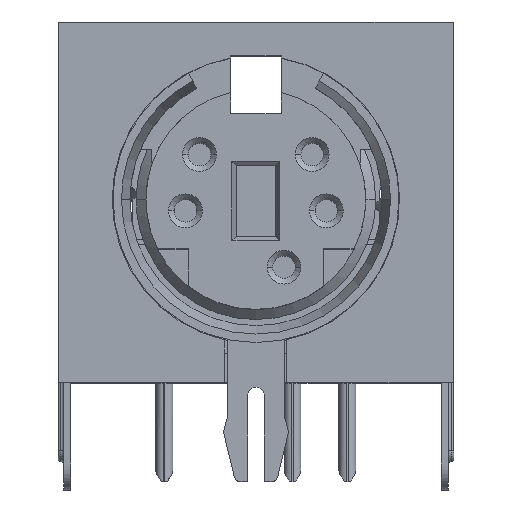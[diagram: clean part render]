
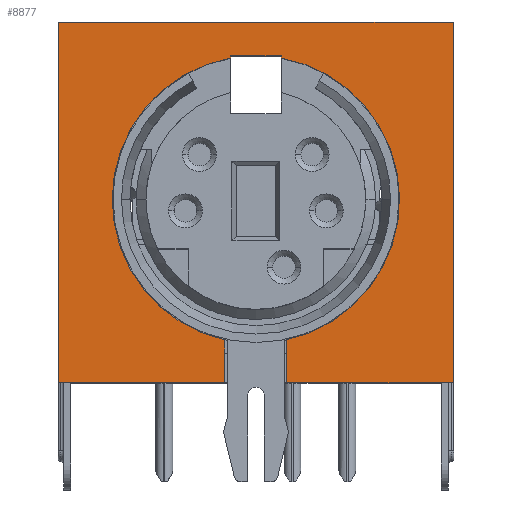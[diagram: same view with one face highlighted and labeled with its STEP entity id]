
A CAD part, top view. The second image highlights one B-rep face of the part: STEP entity #8877.
In plain terms, the highlighted planar face has unit normal (0, 0, 1).
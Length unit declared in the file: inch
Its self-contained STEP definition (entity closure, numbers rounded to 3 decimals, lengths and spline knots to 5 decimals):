
#195 = ORIENTED_EDGE ( 'NONE', *, *, #15577, .T. ) ;
#418 = AXIS2_PLACEMENT_3D ( 'NONE', #6840, #10508, #10749 ) ;
#451 = ORIENTED_EDGE ( 'NONE', *, *, #1007, .F. ) ;
#489 = CARTESIAN_POINT ( 'NONE',  ( 0.24016, 0.45354, 0. ) ) ;
#534 = DIRECTION ( 'NONE',  ( -1., 0., 0. ) ) ;
#546 = DIRECTION ( 'NONE',  ( -1., 0., 0. ) ) ;
#571 = CARTESIAN_POINT ( 'NONE',  ( 0., 0.50394, 0. ) ) ;
#701 = CARTESIAN_POINT ( 'NONE',  ( 0.55118, 0., 0. ) ) ;
#725 = CARTESIAN_POINT ( 'NONE',  ( 0.24016, 0.31398, 0. ) ) ;
#1007 = EDGE_CURVE ( 'NONE', #4885, #2315, #8014, .T. ) ;
#1027 = DIRECTION ( 'NONE',  ( -0.216, -0.976, 0. ) ) ;
#1151 = DIRECTION ( 'NONE',  ( 1., 0., 0. ) ) ;
#1169 = CARTESIAN_POINT ( 'NONE',  ( 0.55118, 0.50394, 0. ) ) ;
#1224 = VERTEX_POINT ( 'NONE', #3773 ) ;
#1594 = LINE ( 'NONE', #2759, #6573 ) ;
#1854 = DIRECTION ( 'NONE',  ( 0., 1., 0. ) ) ;
#2029 = LINE ( 'NONE', #13273, #11587 ) ;
#2176 = CARTESIAN_POINT ( 'NONE',  ( 0., 0.50394, 0. ) ) ;
#2315 = VERTEX_POINT ( 'NONE', #571 ) ;
#2510 = CIRCLE ( 'NONE', #418, 0.20079 ) ;
#2530 = EDGE_CURVE ( 'NONE', #1224, #5138, #1594, .T. ) ;
#2535 = CARTESIAN_POINT ( 'NONE',  ( 0.3189, 0.05984, 0. ) ) ;
#2759 = CARTESIAN_POINT ( 'NONE',  ( 0.31102, 0.35433, 0. ) ) ;
#3178 = LINE ( 'NONE', #12880, #4255 ) ;
#3593 = VECTOR ( 'NONE', #1854, 39.37008 ) ;
#3611 = EDGE_CURVE ( 'NONE', #4084, #15286, #7882, .T. ) ;
#3658 = DIRECTION ( 'NONE',  ( 0., -1., 0. ) ) ;
#3713 = ORIENTED_EDGE ( 'NONE', *, *, #11897, .T. ) ;
#3773 = CARTESIAN_POINT ( 'NONE',  ( 0.31102, 0.45669, 0. ) ) ;
#4084 = VERTEX_POINT ( 'NONE', #11667 ) ;
#4251 = VERTEX_POINT ( 'NONE', #12407 ) ;
#4255 = VECTOR ( 'NONE', #8145, 39.37008 ) ;
#4258 = AXIS2_PLACEMENT_3D ( 'NONE', #12441, #7381, #1027 ) ;
#4605 = ORIENTED_EDGE ( 'NONE', *, *, #6962, .F. ) ;
#4723 = CARTESIAN_POINT ( 'NONE',  ( 0.55118, 0., 0. ) ) ;
#4866 = VERTEX_POINT ( 'NONE', #16077 ) ;
#4885 = VERTEX_POINT ( 'NONE', #12254 ) ;
#4931 = LINE ( 'NONE', #1169, #6673 ) ;
#5054 = CARTESIAN_POINT ( 'NONE',  ( 0.3189, 0.15591, 0. ) ) ;
#5074 = ORIENTED_EDGE ( 'NONE', *, *, #12413, .F. ) ;
#5138 = VERTEX_POINT ( 'NONE', #5820 ) ;
#5707 = LINE ( 'NONE', #2176, #13456 ) ;
#5820 = CARTESIAN_POINT ( 'NONE',  ( 0.31102, 0.45354, 0. ) ) ;
#6244 = VERTEX_POINT ( 'NONE', #10860 ) ;
#6294 = ORIENTED_EDGE ( 'NONE', *, *, #9665, .T. ) ;
#6573 = VECTOR ( 'NONE', #6749, 39.37008 ) ;
#6673 = VECTOR ( 'NONE', #14935, 39.37008 ) ;
#6749 = DIRECTION ( 'NONE',  ( 0., -1., 0. ) ) ;
#6840 = CARTESIAN_POINT ( 'NONE',  ( 0.27559, 0.25591, 0. ) ) ;
#6962 = EDGE_CURVE ( 'NONE', #12635, #6244, #10721, .T. ) ;
#7004 = DIRECTION ( 'NONE',  ( 1., 0., 0. ) ) ;
#7381 = DIRECTION ( 'NONE',  ( 0., 0., -1. ) ) ;
#7427 = CARTESIAN_POINT ( 'NONE',  ( 0.27559, 0.25197, 0. ) ) ;
#7647 = ORIENTED_EDGE ( 'NONE', *, *, #12560, .T. ) ;
#7724 = EDGE_CURVE ( 'NONE', #5138, #11601, #11606, .T. ) ;
#7882 = CIRCLE ( 'NONE', #4258, 0.20079 ) ;
#7957 = ORIENTED_EDGE ( 'NONE', *, *, #7724, .T. ) ;
#7964 = CARTESIAN_POINT ( 'NONE',  ( 0.55118, 0., 0. ) ) ;
#8014 = LINE ( 'NONE', #9155, #12522 ) ;
#8050 = ORIENTED_EDGE ( 'NONE', *, *, #10400, .F. ) ;
#8145 = DIRECTION ( 'NONE',  ( 0., 1., 0. ) ) ;
#8606 = ORIENTED_EDGE ( 'NONE', *, *, #11535, .T. ) ;
#8670 = AXIS2_PLACEMENT_3D ( 'NONE', #7427, #12406, #1151 ) ;
#8877 = ADVANCED_FACE ( 'NONE', ( #14921 ), #12235, .T. ) ;
#9155 = CARTESIAN_POINT ( 'NONE',  ( 0., 0., 0. ) ) ;
#9187 = LINE ( 'NONE', #7964, #13892 ) ;
#9665 = EDGE_CURVE ( 'NONE', #15008, #4084, #3178, .T. ) ;
#10277 = CARTESIAN_POINT ( 'NONE',  ( 0.23228, 0., 0. ) ) ;
#10400 = EDGE_CURVE ( 'NONE', #15008, #4885, #9187, .T. ) ;
#10416 = ORIENTED_EDGE ( 'NONE', *, *, #2530, .T. ) ;
#10508 = DIRECTION ( 'NONE',  ( 0., 0., -1. ) ) ;
#10721 = LINE ( 'NONE', #701, #13678 ) ;
#10749 = DIRECTION ( 'NONE',  ( -0.216, -0.976, 0. ) ) ;
#10762 = CARTESIAN_POINT ( 'NONE',  ( 0.0748, 0.25591, 0. ) ) ;
#10860 = CARTESIAN_POINT ( 'NONE',  ( 0.3189, 0., 0. ) ) ;
#11176 = DIRECTION ( 'NONE',  ( -0.216, -0.976, 0. ) ) ;
#11475 = ORIENTED_EDGE ( 'NONE', *, *, #3611, .T. ) ;
#11535 = EDGE_CURVE ( 'NONE', #11601, #6244, #12462, .T. ) ;
#11587 = VECTOR ( 'NONE', #7004, 39.37008 ) ;
#11601 = VERTEX_POINT ( 'NONE', #2535 ) ;
#11606 = CIRCLE ( 'NONE', #11878, 0.20079 ) ;
#11667 = CARTESIAN_POINT ( 'NONE',  ( 0.23228, 0.05984, 0. ) ) ;
#11722 = VERTEX_POINT ( 'NONE', #489 ) ;
#11878 = AXIS2_PLACEMENT_3D ( 'NONE', #13783, #13618, #11176 ) ;
#11889 = LINE ( 'NONE', #725, #3593 ) ;
#11897 = EDGE_CURVE ( 'NONE', #4866, #1224, #2029, .T. ) ;
#11924 = DIRECTION ( 'NONE',  ( 0., 1., 0. ) ) ;
#12235 = PLANE ( 'NONE',  #8670 ) ;
#12254 = CARTESIAN_POINT ( 'NONE',  ( 0., 0., 0. ) ) ;
#12371 = VECTOR ( 'NONE', #3658, 39.37008 ) ;
#12406 = DIRECTION ( 'NONE',  ( 0., 0., 1. ) ) ;
#12407 = CARTESIAN_POINT ( 'NONE',  ( 0.55118, 0.50394, 0. ) ) ;
#12413 = EDGE_CURVE ( 'NONE', #4251, #12635, #4931, .T. ) ;
#12441 = CARTESIAN_POINT ( 'NONE',  ( 0.27559, 0.25591, 0. ) ) ;
#12462 = LINE ( 'NONE', #5054, #12371 ) ;
#12522 = VECTOR ( 'NONE', #11924, 39.37008 ) ;
#12560 = EDGE_CURVE ( 'NONE', #15286, #11722, #2510, .T. ) ;
#12635 = VERTEX_POINT ( 'NONE', #4723 ) ;
#12880 = CARTESIAN_POINT ( 'NONE',  ( 0.23228, 0.12598, 0. ) ) ;
#12882 = EDGE_CURVE ( 'NONE', #2315, #4251, #5707, .T. ) ;
#13177 = DIRECTION ( 'NONE',  ( 1., 0., 0. ) ) ;
#13273 = CARTESIAN_POINT ( 'NONE',  ( 0.25787, 0.45669, 0. ) ) ;
#13456 = VECTOR ( 'NONE', #13177, 39.37008 ) ;
#13618 = DIRECTION ( 'NONE',  ( 0., 0., -1. ) ) ;
#13678 = VECTOR ( 'NONE', #534, 39.37008 ) ;
#13783 = CARTESIAN_POINT ( 'NONE',  ( 0.27559, 0.25591, 0. ) ) ;
#13892 = VECTOR ( 'NONE', #546, 39.37008 ) ;
#14921 = FACE_OUTER_BOUND ( 'NONE', #15489, .T. ) ;
#14935 = DIRECTION ( 'NONE',  ( 0., -1., 0. ) ) ;
#15008 = VERTEX_POINT ( 'NONE', #10277 ) ;
#15115 = ORIENTED_EDGE ( 'NONE', *, *, #12882, .F. ) ;
#15286 = VERTEX_POINT ( 'NONE', #10762 ) ;
#15489 = EDGE_LOOP ( 'NONE', ( #10416, #7957, #8606, #4605, #5074, #15115, #451, #8050, #6294, #11475, #7647, #195, #3713 ) ) ;
#15577 = EDGE_CURVE ( 'NONE', #11722, #4866, #11889, .T. ) ;
#16077 = CARTESIAN_POINT ( 'NONE',  ( 0.24016, 0.45669, 0. ) ) ;
